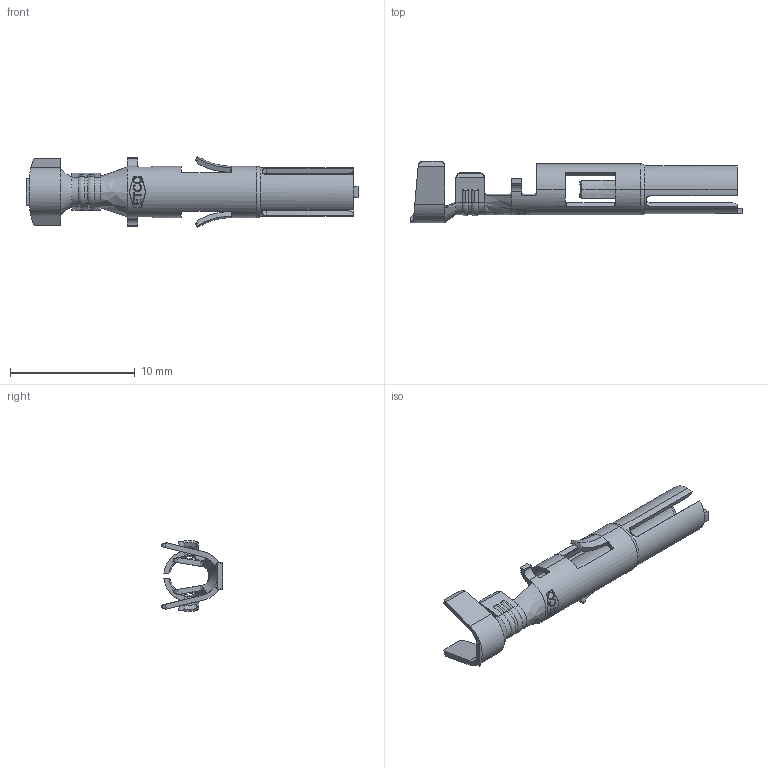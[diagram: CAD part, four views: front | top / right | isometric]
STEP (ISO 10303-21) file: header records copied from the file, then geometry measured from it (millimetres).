
FILE_DESCRIPTION (( 'STEP AP203' ), '1' );
FILE_NAME ('09229.STEP', '2015-02-18T20:35:56', ( '' ), ( '' ), 'SwSTEP 2.0', 'SolidWorks 2014', '' );
FILE_SCHEMA (( 'CONFIG_CONTROL_DESIGN' ));
Length unit declared in the file: inch
Products named in the file (1): 09229
Bounding box: 26.62 x 4.95 x 5.7 mm (x, y, z)
Volume: 86.7 mm3; surface area: 505.3 mm2
Topology: 1 solids, 1 shells, 269 faces, 736 edges, 471 vertices
Faces by surface type: plane 124, cylinder 59, bspline 53, torus 20, cone 13
Entity records: 10781 total; most frequent: CARTESIAN_POINT 4382, ORIENTED_EDGE 1472, DIRECTION 1119, EDGE_CURVE 736, VERTEX_POINT 471, AXIS2_PLACEMENT_3D 377, VECTOR 365, LINE 365
